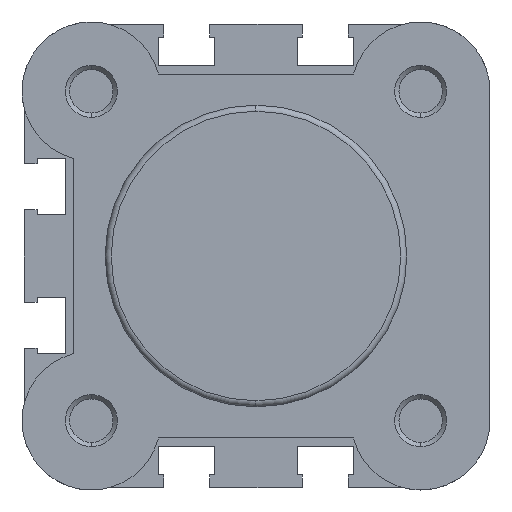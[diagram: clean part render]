
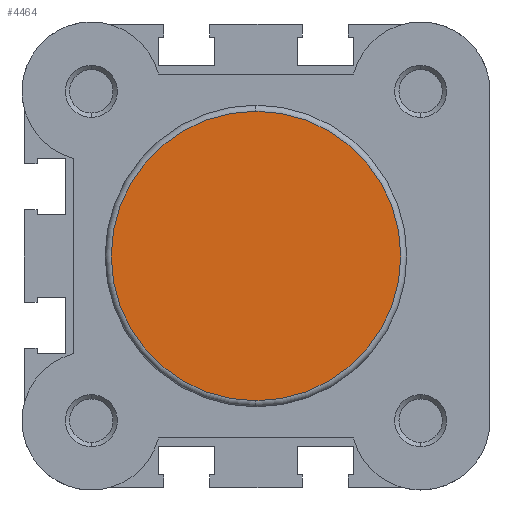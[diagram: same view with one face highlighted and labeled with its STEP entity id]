
A CAD part, left-side view. The second image highlights one B-rep face of the part: STEP entity #4464.
In plain terms, the highlighted planar face has unit normal (-1, 0, 0).
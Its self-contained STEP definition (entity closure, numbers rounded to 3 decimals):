
#749 = CARTESIAN_POINT ( 'NONE',  ( 0., -17.4, 0. ) ) ;
#750 = PLANE ( 'NONE',  #1585 ) ;
#752 = DIRECTION ( 'NONE',  ( -1., 0., 0. ) ) ;
#753 = DIRECTION ( 'NONE',  ( 0., 0., 1. ) ) ;
#1146 = EDGE_CURVE ( 'NONE', #3671, #3673, #2329, .T. ) ;
#1209 = EDGE_CURVE ( 'NONE', #3673, #3671, #2420, .T. ) ;
#1252 = AXIS2_PLACEMENT_3D ( 'NONE', #3136, #3134, #3133 ) ;
#1285 = AXIS2_PLACEMENT_3D ( 'NONE', #4551, #4559, #4560 ) ;
#1585 = AXIS2_PLACEMENT_3D ( 'NONE', #749, #752, #753 ) ;
#2329 = CIRCLE ( 'NONE', #1252, 16.7 ) ;
#2420 = CIRCLE ( 'NONE', #1285, 16.7 ) ;
#3133 = DIRECTION ( 'NONE',  ( 0., 0., 1. ) ) ;
#3134 = DIRECTION ( 'NONE',  ( -1., 0., 0. ) ) ;
#3136 = CARTESIAN_POINT ( 'NONE',  ( 0., 0., 0. ) ) ;
#3671 = VERTEX_POINT ( 'NONE', #5620 ) ;
#3673 = VERTEX_POINT ( 'NONE', #5622 ) ;
#3910 = ORIENTED_EDGE ( 'NONE', *, *, #1146, .T. ) ;
#3933 = ORIENTED_EDGE ( 'NONE', *, *, #1209, .T. ) ;
#3984 = EDGE_LOOP ( 'NONE', ( #3910, #3933 ) ) ;
#4464 = ADVANCED_FACE ( 'NONE', ( #6302 ), #750, .T. ) ;
#4551 = CARTESIAN_POINT ( 'NONE',  ( 0., 0., 0. ) ) ;
#4559 = DIRECTION ( 'NONE',  ( -1., 0., 0. ) ) ;
#4560 = DIRECTION ( 'NONE',  ( 0., 0., 1. ) ) ;
#5620 = CARTESIAN_POINT ( 'NONE',  ( 0., 0., 16.7 ) ) ;
#5622 = CARTESIAN_POINT ( 'NONE',  ( 0., 0., -16.7 ) ) ;
#6302 = FACE_OUTER_BOUND ( 'NONE', #3984, .T. ) ;
